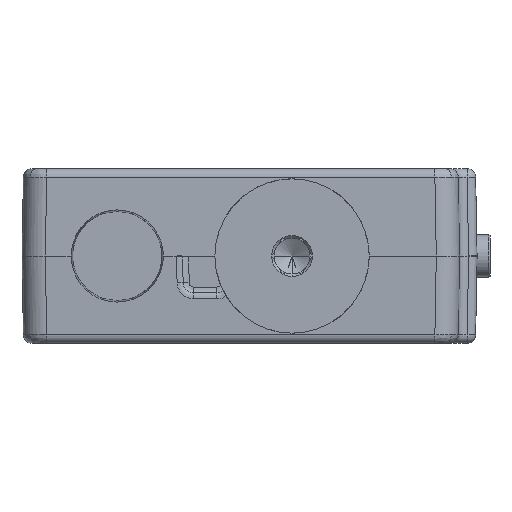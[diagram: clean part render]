
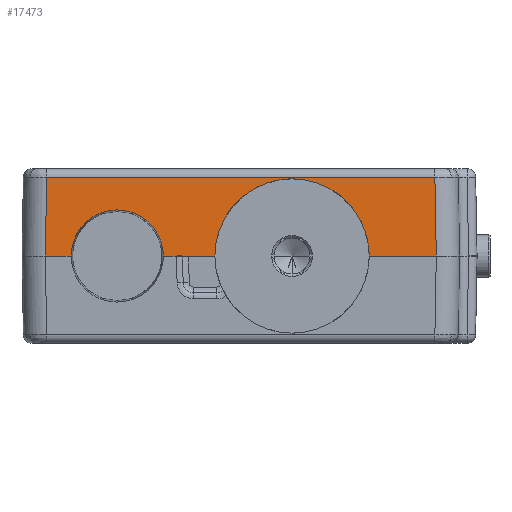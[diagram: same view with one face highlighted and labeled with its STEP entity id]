
A CAD part, left-side view. The second image highlights one B-rep face of the part: STEP entity #17473.
In plain terms, the highlighted planar face has unit normal (-1, 0, 0.018).
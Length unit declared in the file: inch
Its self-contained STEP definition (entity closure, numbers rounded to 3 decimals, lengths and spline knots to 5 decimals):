
#421 = VECTOR ( 'NONE', #21828, 39.37008 ) ;
#669 = ORIENTED_EDGE ( 'NONE', *, *, #23799, .T. ) ;
#744 = ORIENTED_EDGE ( 'NONE', *, *, #23624, .T. ) ;
#972 = ORIENTED_EDGE ( 'NONE', *, *, #27358, .T. ) ;
#980 = ORIENTED_EDGE ( 'NONE', *, *, #7835, .T. ) ;
#1047 = CARTESIAN_POINT ( 'NONE',  ( -2.27262, 2.16451, 0.49417 ) ) ;
#1159 = LINE ( 'NONE', #28771, #421 ) ;
#1162 = ORIENTED_EDGE ( 'NONE', *, *, #12568, .T. ) ;
#1181 = CARTESIAN_POINT ( 'NONE',  ( -2.2762, 1.38073, 0.28951 ) ) ;
#1191 = VERTEX_POINT ( 'NONE', #21180 ) ;
#1223 = ORIENTED_EDGE ( 'NONE', *, *, #17224, .T. ) ;
#1341 = ORIENTED_EDGE ( 'NONE', *, *, #21768, .T. ) ;
#1547 = ORIENTED_EDGE ( 'NONE', *, *, #15282, .T. ) ;
#1613 = ORIENTED_EDGE ( 'NONE', *, *, #22024, .T. ) ;
#1688 = ORIENTED_EDGE ( 'NONE', *, *, #28304, .T. ) ;
#1733 = ORIENTED_EDGE ( 'NONE', *, *, #27180, .T. ) ;
#2003 = EDGE_LOOP ( 'NONE', ( #669, #744, #972, #980, #1162, #1223, #1341, #1547, #1613, #1688, #1733 ) ) ;
#2229 = FACE_OUTER_BOUND ( 'NONE', #2003, .T. ) ;
#2866 = DIRECTION ( 'NONE',  ( 0.017, 0.017, 1. ) ) ;
#3022 = VERTEX_POINT ( 'NONE', #6108 ) ;
#3069 = CARTESIAN_POINT ( 'NONE',  ( -2.26649, 2.63067, 0.84539 ) ) ;
#3554 = DIRECTION ( 'NONE',  ( 0.017, 0., 1. ) ) ;
#4431 = CARTESIAN_POINT ( 'NONE',  ( -2.28125, 0.828, 0. ) ) ;
#5120 = VERTEX_POINT ( 'NONE', #18994 ) ;
#5251 = DIRECTION ( 'NONE',  ( -0.017, 0.017, -1. ) ) ;
#5558 = CARTESIAN_POINT ( 'NONE',  ( -2.28125, 1.38057, 0. ) ) ;
#5815 = VECTOR ( 'NONE', #5251, 39.37008 ) ;
#5874 = LINE ( 'NONE', #17011, #5815 ) ;
#6108 = CARTESIAN_POINT ( 'NONE',  ( -2.28125, -1.54754, 0. ) ) ;
#7168 = VECTOR ( 'NONE', #2866, 39.37008 ) ;
#7174 = LINE ( 'NONE', #14794, #7168 ) ;
#7225 = CARTESIAN_POINT ( 'NONE',  ( -2.2668, 0., 0.828 ) ) ;
#7835 = EDGE_CURVE ( 'NONE', #20700, #1191, #25957, .T. ) ;
#8148 = VERTEX_POINT ( 'NONE', #27006 ) ;
#9144 = CARTESIAN_POINT ( 'NONE',  ( -2.2668, 0., 0.828 ) ) ;
#9293 = CARTESIAN_POINT ( 'NONE',  ( -2.2668, 0.48503, 0.828 ) ) ;
#9889 = AXIS2_PLACEMENT_3D ( 'NONE', #10708, #17759, #3554 ) ;
#10708 = CARTESIAN_POINT ( 'NONE',  ( -2.28125, 2.897, 0. ) ) ;
#11516 = CARTESIAN_POINT ( 'NONE',  ( -2.27278, -0.828, 0.48503 ) ) ;
#11684 = LINE ( 'NONE', #3069, #18181 ) ;
#12366 = CARTESIAN_POINT ( 'NONE',  ( -2.28125, 2.897, 0. ) ) ;
#12568 = EDGE_CURVE ( 'NONE', #1191, #27735, #1159, .T. ) ;
#12993 = VERTEX_POINT ( 'NONE', #14785 ) ;
#14785 = CARTESIAN_POINT ( 'NONE',  ( -2.26649, -1.53278, 0.84539 ) ) ;
#14794 = CARTESIAN_POINT ( 'NONE',  ( -2.2799, -1.54618, 0.07753 ) ) ;
#15154 = CARTESIAN_POINT ( 'NONE',  ( -2.28125, 0.828, 0. ) ) ;
#15282 = EDGE_CURVE ( 'NONE', #30545, #3022, #16057, .T. ) ;
#15480 = CARTESIAN_POINT ( 'NONE',  ( -2.28125, 2.897, 0. ) ) ;
#15632 = VERTEX_POINT ( 'NONE', #16806 ) ;
#15794 = VECTOR ( 'NONE', #21720, 39.37008 ) ;
#16057 = LINE ( 'NONE', #12366, #15794 ) ;
#16179 =( BOUNDED_CURVE ( )  B_SPLINE_CURVE ( 3, ( #27037, #17583, #1047, #17695 ),
 .UNSPECIFIED., .F., .F. ) 
 B_SPLINE_CURVE_WITH_KNOTS ( ( 4, 4 ),
 ( 1.57132, 3.14159 ),
 .UNSPECIFIED. ) 
 CURVE ( )  GEOMETRIC_REPRESENTATION_ITEM ( )  RATIONAL_B_SPLINE_CURVE ( ( 1., 0.805, 0.805, 1. ) ) 
 REPRESENTATION_ITEM ( '' )  );
#16806 = CARTESIAN_POINT ( 'NONE',  ( -2.27262, 1.875, 0.49417 ) ) ;
#17011 = CARTESIAN_POINT ( 'NONE',  ( -2.28133, 2.64711, -0.00436 ) ) ;
#17096 = VERTEX_POINT ( 'NONE', #17901 ) ;
#17224 = EDGE_CURVE ( 'NONE', #27735, #30292, #28778, .T. ) ;
#17473 = ADVANCED_FACE ( 'NONE', ( #2229 ), #29481, .T. ) ;
#17583 = CARTESIAN_POINT ( 'NONE',  ( -2.2762, 2.36927, 0.28951 ) ) ;
#17695 = CARTESIAN_POINT ( 'NONE',  ( -2.27262, 1.875, 0.49417 ) ) ;
#17737 = CARTESIAN_POINT ( 'NONE',  ( -2.28125, -0.828, 0. ) ) ;
#17759 = DIRECTION ( 'NONE',  ( -1., 0., 0.017 ) ) ;
#17820 = CARTESIAN_POINT ( 'NONE',  ( -2.28125, 1.38057, 0. ) ) ;
#17901 = CARTESIAN_POINT ( 'NONE',  ( -2.28125, 2.36943, 0. ) ) ;
#18181 = VECTOR ( 'NONE', #19712, 39.37008 ) ;
#18642 = CARTESIAN_POINT ( 'NONE',  ( -2.27278, 0.828, 0.48503 ) ) ;
#18994 = CARTESIAN_POINT ( 'NONE',  ( -2.28125, 2.64704, 0. ) ) ;
#19712 = DIRECTION ( 'NONE',  ( 0., 1., 0. ) ) ;
#19970 =( BOUNDED_CURVE ( )  B_SPLINE_CURVE ( 3, ( #9144, #23288, #11516, #27966 ),
 .UNSPECIFIED., .F., .T. ) 
 B_SPLINE_CURVE_WITH_KNOTS ( ( 4, 4 ),
 ( 3.14159, 4.71239 ),
 .UNSPECIFIED. ) 
 CURVE ( )  GEOMETRIC_REPRESENTATION_ITEM ( )  RATIONAL_B_SPLINE_CURVE ( ( 1., 0.805, 0.805, 1. ) ) 
 REPRESENTATION_ITEM ( '' )  );
#20331 = DIRECTION ( 'NONE',  ( 0., -1., 0. ) ) ;
#20700 = VERTEX_POINT ( 'NONE', #5558 ) ;
#21180 = CARTESIAN_POINT ( 'NONE',  ( -2.28125, 1.24248, 0. ) ) ;
#21720 = DIRECTION ( 'NONE',  ( 0., -1., 0. ) ) ;
#21768 = EDGE_CURVE ( 'NONE', #30292, #30545, #19970, .T. ) ;
#21828 = DIRECTION ( 'NONE',  ( 0., -1., 0. ) ) ;
#22024 = EDGE_CURVE ( 'NONE', #3022, #12993, #7174, .T. ) ;
#23288 = CARTESIAN_POINT ( 'NONE',  ( -2.2668, -0.48503, 0.828 ) ) ;
#23624 = EDGE_CURVE ( 'NONE', #17096, #15632, #16179, .T. ) ;
#23799 = EDGE_CURVE ( 'NONE', #5120, #17096, #26936, .T. ) ;
#24874 = CARTESIAN_POINT ( 'NONE',  ( -2.27262, 1.58549, 0.49417 ) ) ;
#25770 = CARTESIAN_POINT ( 'NONE',  ( -2.2668, 0., 0.828 ) ) ;
#25957 = LINE ( 'NONE', #15480, #25985 ) ;
#25983 = CARTESIAN_POINT ( 'NONE',  ( -2.28125, 2.897, 0. ) ) ;
#25985 = VECTOR ( 'NONE', #20331, 39.37008 ) ;
#26088 = VECTOR ( 'NONE', #28302, 39.37008 ) ;
#26936 = LINE ( 'NONE', #25983, #26088 ) ;
#27006 = CARTESIAN_POINT ( 'NONE',  ( -2.26649, 2.63228, 0.84539 ) ) ;
#27037 = CARTESIAN_POINT ( 'NONE',  ( -2.28125, 2.36943, 0. ) ) ;
#27180 = EDGE_CURVE ( 'NONE', #8148, #5120, #5874, .T. ) ;
#27256 = CARTESIAN_POINT ( 'NONE',  ( -2.27262, 1.875, 0.49417 ) ) ;
#27358 = EDGE_CURVE ( 'NONE', #15632, #20700, #28428, .T. ) ;
#27735 = VERTEX_POINT ( 'NONE', #15154 ) ;
#27966 = CARTESIAN_POINT ( 'NONE',  ( -2.28125, -0.828, 0. ) ) ;
#28302 = DIRECTION ( 'NONE',  ( 0., -1., 0. ) ) ;
#28304 = EDGE_CURVE ( 'NONE', #12993, #8148, #11684, .T. ) ;
#28428 =( BOUNDED_CURVE ( )  B_SPLINE_CURVE ( 3, ( #27256, #24874, #1181, #17820 ),
 .UNSPECIFIED., .F., .T. ) 
 B_SPLINE_CURVE_WITH_KNOTS ( ( 4, 4 ),
 ( 3.14159, 4.71187 ),
 .UNSPECIFIED. ) 
 CURVE ( )  GEOMETRIC_REPRESENTATION_ITEM ( )  RATIONAL_B_SPLINE_CURVE ( ( 1., 0.805, 0.805, 1. ) ) 
 REPRESENTATION_ITEM ( '' )  );
#28771 = CARTESIAN_POINT ( 'NONE',  ( -2.28125, 2.897, 0. ) ) ;
#28778 =( BOUNDED_CURVE ( )  B_SPLINE_CURVE ( 3, ( #4431, #18642, #9293, #25770 ),
 .UNSPECIFIED., .F., .T. ) 
 B_SPLINE_CURVE_WITH_KNOTS ( ( 4, 4 ),
 ( 1.5708, 3.14159 ),
 .UNSPECIFIED. ) 
 CURVE ( )  GEOMETRIC_REPRESENTATION_ITEM ( )  RATIONAL_B_SPLINE_CURVE ( ( 1., 0.805, 0.805, 1. ) ) 
 REPRESENTATION_ITEM ( '' )  );
#29481 = PLANE ( 'NONE',  #9889 ) ;
#30292 = VERTEX_POINT ( 'NONE', #7225 ) ;
#30545 = VERTEX_POINT ( 'NONE', #17737 ) ;
